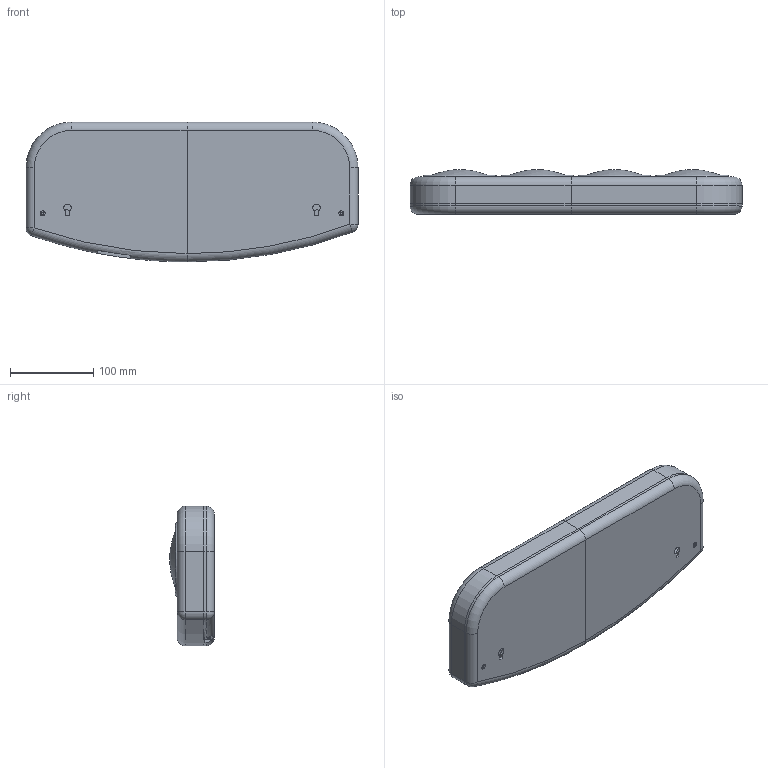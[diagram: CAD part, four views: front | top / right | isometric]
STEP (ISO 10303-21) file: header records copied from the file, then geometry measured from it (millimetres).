
FILE_DESCRIPTION(/* description */ (''),/* implementation_level */ '2;1');
FILE_NAME(/* name */ '7ca9dee3-6052-4004-b26e-47ccf2c6445a.stp',/* time_stamp */ '2018-11-19T11:46:44+00:00',/* author */ (''),/* organization */ (''),/* preprocessor_version */ 'ST-DEVELOPER v17.2',/* originating_system */ 'Autodesk Translation Framework v7.6.0.251',/* authorisation */ '');
FILE_SCHEMA (('AUTOMOTIVE_DESIGN { 1 0 10303 214 3 1 1 }'));
Products named in the file (12): Case 2; Button alt 3; Button alt 3_1; Button alt 3_2; Button alt 3_3; LED Ring v3; Dome; Button for alt 3; RaspberryPiZeroW; ASM - Breakout Board Micro B; Parts - PCB; Parts - micro_B
Assembly tree (20 placements, depth 3):
  Case 2
    Button alt 3
      LED Ring v3
      Dome
      Button for alt 3
    Button alt 3_1
      LED Ring v3
      Dome
      Button for alt 3
    Button alt 3_2
      LED Ring v3
      Dome
      Button for alt 3
    Button alt 3_3
      LED Ring v3
      Dome
      Button for alt 3
    RaspberryPiZeroW
    ASM - Breakout Board Micro B
      Parts - PCB
      Parts - micro_B
Bounding box: 400 x 54 x 168.42 mm (x, y, z)
Volume: 692340.5 mm3; surface area: 533715.5 mm2
Topology: 111 solids, 112 shells, 3112 faces, 7972 edges, 5284 vertices
Faces by surface type: plane 2220, cylinder 671, bspline 96, torus 93, sphere 20, cone 12
Full cylindrical faces by diameter (mm): 0.762 x5, 1 x44, 1.8 x16, 2.45 x3, 2.65 x4, 2.8 x2, 3.2 x2, 3.5 x64, 3.61 x2, 3.81 x2, 5.4 x4, 5.65 x3, 5.81 x2, 6 x6, 7.9 x4, 8 x2, 32.5 x4, 44.5 x4, 65.9 x4, 69.9 x4, 70.3 x4, 76.3 x4, 82.3 x4, 82.5 x7, 85.5 x4, 88.3 x4
Entity records: 72604 total; most frequent: CARTESIAN_POINT 17793, ORIENTED_EDGE 11464, DIRECTION 10991, EDGE_CURVE 5732, VERTEX_POINT 3844, LINE 3805, VECTOR 3805, AXIS2_PLACEMENT_3D 3593
